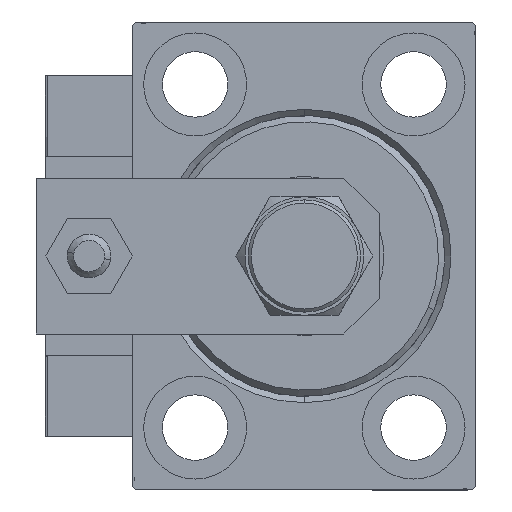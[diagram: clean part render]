
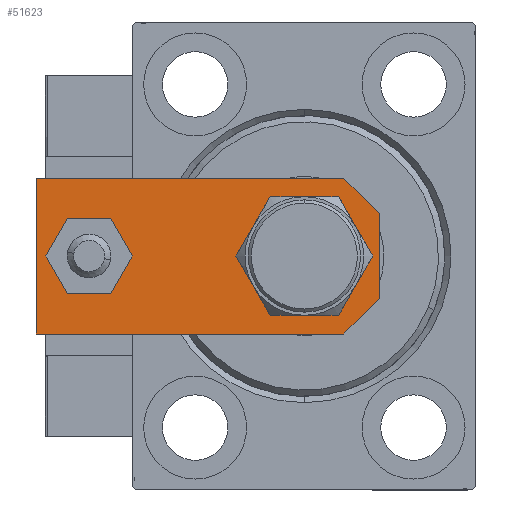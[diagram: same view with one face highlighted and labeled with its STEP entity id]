
A CAD part, left-side view. The second image highlights one B-rep face of the part: STEP entity #51623.
In plain terms, the highlighted face is planar.
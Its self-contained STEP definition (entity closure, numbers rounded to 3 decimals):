
#517 = DIRECTION ( 'NONE',  ( 0., 0., 1. ) ) ;
#659 = FACE_OUTER_BOUND ( 'NONE', #38102, .T. ) ;
#821 = CARTESIAN_POINT ( 'NONE',  ( 12.5, 55., 6. ) ) ;
#925 = CARTESIAN_POINT ( 'NONE',  ( 0., 46.5, 6. ) ) ;
#1014 = VERTEX_POINT ( 'NONE', #50622 ) ;
#1510 = VECTOR ( 'NONE', #41339, 1000. ) ;
#1532 = DIRECTION ( 'NONE',  ( 0.707, -0.707, 0. ) ) ;
#2000 = CARTESIAN_POINT ( 'NONE',  ( 0., 46.5, 6. ) ) ;
#2517 = CARTESIAN_POINT ( 'NONE',  ( 12.5, 55., 6. ) ) ;
#2915 = EDGE_CURVE ( 'NONE', #33728, #29836, #35700, .T. ) ;
#6600 = CARTESIAN_POINT ( 'NONE',  ( -8.25, 12., 6. ) ) ;
#6849 = LINE ( 'NONE', #19923, #47502 ) ;
#6968 = AXIS2_PLACEMENT_3D ( 'NONE', #25126, #517, #32733 ) ;
#7550 = EDGE_CURVE ( 'NONE', #28368, #1014, #18267, .T. ) ;
#7602 = DIRECTION ( 'NONE',  ( 1., 0., 0. ) ) ;
#7860 = DIRECTION ( 'NONE',  ( 0., 0., 1. ) ) ;
#8536 = ORIENTED_EDGE ( 'NONE', *, *, #26468, .F. ) ;
#9301 = FACE_BOUND ( 'NONE', #34635, .T. ) ;
#9429 = ORIENTED_EDGE ( 'NONE', *, *, #40799, .T. ) ;
#11523 = EDGE_CURVE ( 'NONE', #43885, #33728, #40367, .T. ) ;
#12969 = DIRECTION ( 'NONE',  ( 1., 0., 0. ) ) ;
#13757 = EDGE_CURVE ( 'NONE', #33279, #43885, #24009, .T. ) ;
#15268 = CARTESIAN_POINT ( 'NONE',  ( -12.5, 55., 6. ) ) ;
#16636 = CARTESIAN_POINT ( 'NONE',  ( 0., 0., 6. ) ) ;
#16766 = CARTESIAN_POINT ( 'NONE',  ( 0., 12., 6. ) ) ;
#16907 = DIRECTION ( 'NONE',  ( 0., 0., 1. ) ) ;
#17239 = ORIENTED_EDGE ( 'NONE', *, *, #20281, .T. ) ;
#17567 = ORIENTED_EDGE ( 'NONE', *, *, #11523, .T. ) ;
#17678 = DIRECTION ( 'NONE',  ( 1., 0., 0. ) ) ;
#18267 = LINE ( 'NONE', #30043, #1510 ) ;
#18337 = CIRCLE ( 'NONE', #50942, 4. ) ;
#19574 = DIRECTION ( 'NONE',  ( 0., 1., 0. ) ) ;
#19923 = CARTESIAN_POINT ( 'NONE',  ( 3.42, -3.42, 6. ) ) ;
#20281 = EDGE_CURVE ( 'NONE', #1014, #33279, #6849, .T. ) ;
#20759 = EDGE_CURVE ( 'NONE', #51248, #34387, #24085, .T. ) ;
#21483 = DIRECTION ( 'NONE',  ( -1., 0., 0. ) ) ;
#23173 = CARTESIAN_POINT ( 'NONE',  ( -4., 46.5, 6. ) ) ;
#23208 = CARTESIAN_POINT ( 'NONE',  ( 4., 46.5, 6. ) ) ;
#23571 = DIRECTION ( 'NONE',  ( 0.707, 0.707, 0. ) ) ;
#23730 = VECTOR ( 'NONE', #1532, 1000. ) ;
#24009 = LINE ( 'NONE', #35045, #31862 ) ;
#24085 = CIRCLE ( 'NONE', #40826, 4. ) ;
#24590 = CARTESIAN_POINT ( 'NONE',  ( -3.42, -3.42, 6. ) ) ;
#25126 = CARTESIAN_POINT ( 'NONE',  ( 0., 12., 6. ) ) ;
#26468 = EDGE_CURVE ( 'NONE', #34387, #51248, #18337, .T. ) ;
#28368 = VERTEX_POINT ( 'NONE', #46194 ) ;
#29836 = VERTEX_POINT ( 'NONE', #36938 ) ;
#30043 = CARTESIAN_POINT ( 'NONE',  ( -12.5, 0., 6. ) ) ;
#30044 = ORIENTED_EDGE ( 'NONE', *, *, #20759, .F. ) ;
#30494 = VERTEX_POINT ( 'NONE', #6600 ) ;
#30943 = EDGE_LOOP ( 'NONE', ( #8536, #30044 ) ) ;
#31792 = VECTOR ( 'NONE', #21483, 1000. ) ;
#31862 = VECTOR ( 'NONE', #19574, 1000. ) ;
#32733 = DIRECTION ( 'NONE',  ( 1., 0., 0. ) ) ;
#33161 = EDGE_CURVE ( 'NONE', #30494, #44628, #36965, .T. ) ;
#33279 = VERTEX_POINT ( 'NONE', #49235 ) ;
#33462 = DIRECTION ( 'NONE',  ( 1., 0., 0. ) ) ;
#33720 = ORIENTED_EDGE ( 'NONE', *, *, #36277, .F. ) ;
#33728 = VERTEX_POINT ( 'NONE', #47137 ) ;
#34307 = ORIENTED_EDGE ( 'NONE', *, *, #33161, .F. ) ;
#34387 = VERTEX_POINT ( 'NONE', #23173 ) ;
#34635 = EDGE_LOOP ( 'NONE', ( #34307, #33720 ) ) ;
#34814 = ORIENTED_EDGE ( 'NONE', *, *, #2915, .T. ) ;
#35045 = CARTESIAN_POINT ( 'NONE',  ( 12.5, 0., 6. ) ) ;
#35700 = LINE ( 'NONE', #15268, #49048 ) ;
#36129 = AXIS2_PLACEMENT_3D ( 'NONE', #16766, #7860, #7602 ) ;
#36277 = EDGE_CURVE ( 'NONE', #44628, #30494, #40432, .T. ) ;
#36541 = FACE_BOUND ( 'NONE', #30943, .T. ) ;
#36938 = CARTESIAN_POINT ( 'NONE',  ( -12.5, 5.66, 6. ) ) ;
#36965 = CIRCLE ( 'NONE', #36129, 8.25 ) ;
#37063 = DIRECTION ( 'NONE',  ( 0., 0., 1. ) ) ;
#38102 = EDGE_LOOP ( 'NONE', ( #34814, #9429, #49225, #17239, #44752, #17567 ) ) ;
#40367 = LINE ( 'NONE', #821, #31792 ) ;
#40432 = CIRCLE ( 'NONE', #6968, 8.25 ) ;
#40799 = EDGE_CURVE ( 'NONE', #29836, #28368, #44509, .T. ) ;
#40826 = AXIS2_PLACEMENT_3D ( 'NONE', #2000, #45502, #33462 ) ;
#41253 = PLANE ( 'NONE',  #51444 ) ;
#41339 = DIRECTION ( 'NONE',  ( 1., 0., 0. ) ) ;
#43885 = VERTEX_POINT ( 'NONE', #2517 ) ;
#44509 = LINE ( 'NONE', #24590, #23730 ) ;
#44628 = VERTEX_POINT ( 'NONE', #48393 ) ;
#44752 = ORIENTED_EDGE ( 'NONE', *, *, #13757, .T. ) ;
#45502 = DIRECTION ( 'NONE',  ( 0., 0., 1. ) ) ;
#46194 = CARTESIAN_POINT ( 'NONE',  ( -6.84, 0., 6. ) ) ;
#46722 = DIRECTION ( 'NONE',  ( 0., -1., 0. ) ) ;
#47137 = CARTESIAN_POINT ( 'NONE',  ( -12.5, 55., 6. ) ) ;
#47502 = VECTOR ( 'NONE', #23571, 1000. ) ;
#48393 = CARTESIAN_POINT ( 'NONE',  ( 8.25, 12., 6. ) ) ;
#49048 = VECTOR ( 'NONE', #46722, 1000. ) ;
#49225 = ORIENTED_EDGE ( 'NONE', *, *, #7550, .T. ) ;
#49235 = CARTESIAN_POINT ( 'NONE',  ( 12.5, 5.66, 6. ) ) ;
#50622 = CARTESIAN_POINT ( 'NONE',  ( 6.84, 0., 6. ) ) ;
#50942 = AXIS2_PLACEMENT_3D ( 'NONE', #925, #16907, #17678 ) ;
#51248 = VERTEX_POINT ( 'NONE', #23208 ) ;
#51444 = AXIS2_PLACEMENT_3D ( 'NONE', #16636, #37063, #12969 ) ;
#51623 = ADVANCED_FACE ( 'NONE', ( #36541, #659, #9301 ), #41253, .T. ) ;
